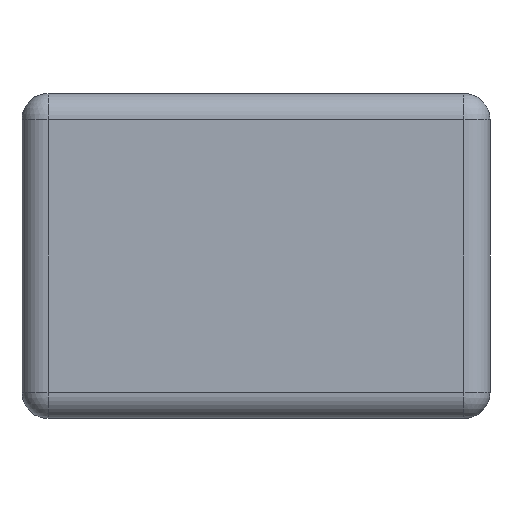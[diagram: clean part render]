
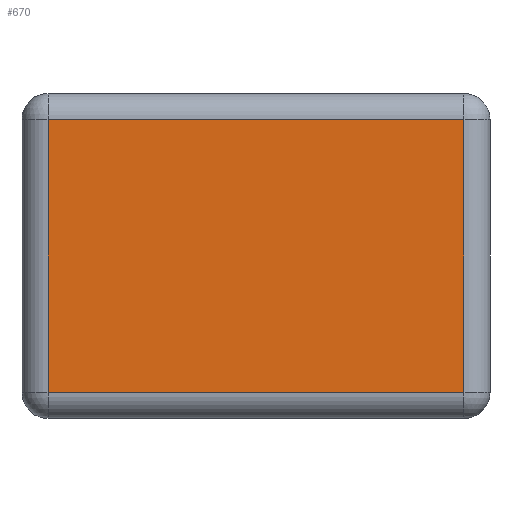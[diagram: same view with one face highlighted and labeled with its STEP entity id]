
A CAD part, left-side view. The second image highlights one B-rep face of the part: STEP entity #670.
In plain terms, the highlighted planar face has unit normal (-1, 0, 0).
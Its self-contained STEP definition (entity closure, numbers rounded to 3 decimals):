
#28=PLANE('',#733);
#41=LINE('',#1039,#97);
#58=LINE('',#1086,#114);
#59=LINE('',#1089,#115);
#60=LINE('',#1090,#116);
#97=VECTOR('',#813,1.6);
#114=VECTOR('',#864,1.05);
#115=VECTOR('',#867,1.05);
#116=VECTOR('',#868,1.6);
#186=FACE_OUTER_BOUND('',#232,.T.);
#232=EDGE_LOOP('',(#511,#512,#513,#514));
#306=VERTEX_POINT('',#1026);
#308=VERTEX_POINT('',#1032);
#323=VERTEX_POINT('',#1084);
#324=VERTEX_POINT('',#1088);
#367=EDGE_CURVE('',#308,#306,#41,.T.);
#391=EDGE_CURVE('',#306,#323,#58,.T.);
#392=EDGE_CURVE('',#324,#308,#59,.T.);
#393=EDGE_CURVE('',#323,#324,#60,.T.);
#511=ORIENTED_EDGE('',*,*,#392,.F.);
#512=ORIENTED_EDGE('',*,*,#393,.F.);
#513=ORIENTED_EDGE('',*,*,#391,.F.);
#514=ORIENTED_EDGE('',*,*,#367,.F.);
#670=ADVANCED_FACE('',(#186),#28,.T.);
#733=AXIS2_PLACEMENT_3D('',#1087,#865,#866);
#813=DIRECTION('',(0.,-1.,0.));
#864=DIRECTION('',(0.,0.,-1.));
#865=DIRECTION('center_axis',(-1.,0.,0.));
#866=DIRECTION('ref_axis',(0.,0.,1.));
#867=DIRECTION('',(0.,0.,1.));
#868=DIRECTION('',(0.,1.,0.));
#1026=CARTESIAN_POINT('',(-1.7,-0.8,1.15));
#1032=CARTESIAN_POINT('',(-1.7,0.8,1.15));
#1039=CARTESIAN_POINT('',(-1.7,-0.45,1.15));
#1084=CARTESIAN_POINT('',(-1.7,-0.8,0.1));
#1086=CARTESIAN_POINT('',(-1.7,-0.8,0.));
#1087=CARTESIAN_POINT('Origin',(-1.7,-0.9,0.));
#1088=CARTESIAN_POINT('',(-1.7,0.8,0.1));
#1089=CARTESIAN_POINT('',(-1.7,0.8,0.));
#1090=CARTESIAN_POINT('',(-1.7,-0.45,0.1));
